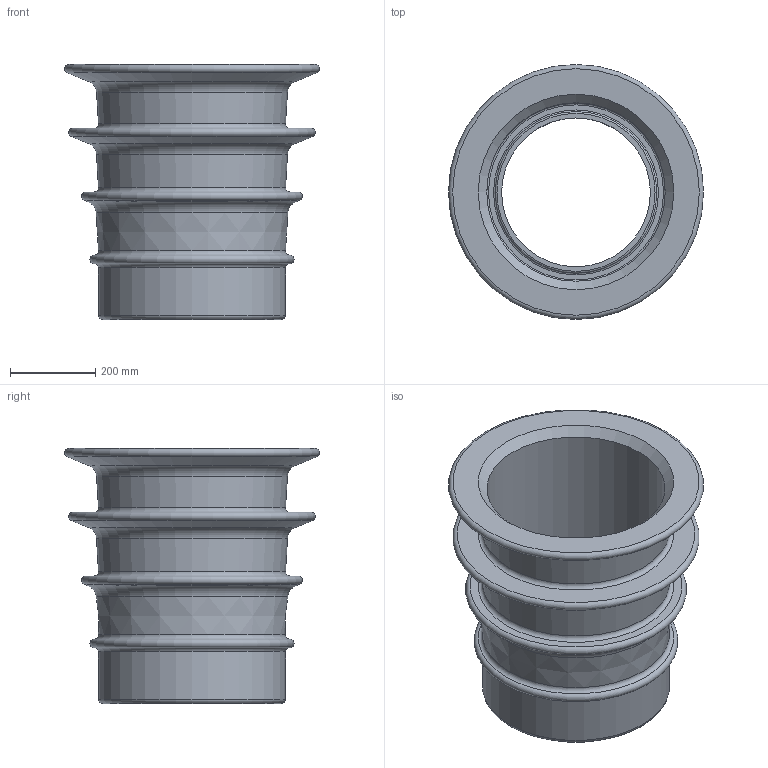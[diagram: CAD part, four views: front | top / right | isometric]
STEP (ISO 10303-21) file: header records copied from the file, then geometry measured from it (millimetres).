
FILE_DESCRIPTION(/* description */ (''),/* implementation_level */ '2;1');
FILE_NAME(/* name */ '00941.040X_3D.stp',/* time_stamp */ '2025-10-15T08:47:30+02:00',/* author */ ('N.Hausmann'),/* organization */ (''),/* preprocessor_version */ 'ST-DEVELOPER v20',/* originating_system */ 'AutoCAD Mechanical',/* authorisation */ '');
FILE_SCHEMA (('AUTOMOTIVE_DESIGN { 1 0 10303 214 3 1 1 }'));
Length unit declared in the file: centimetre
Products named in the file (2): Product; *S0
Assembly tree (1 placements, depth 2):
  Product
    *S0
Bounding box: 599.99 x 599.99 x 600 mm (x, y, z)
Volume: 20605701.1 mm3; surface area: 2320147.6 mm2
Topology: 1 solids, 1 shells, 979 faces, 2642 edges, 1755 vertices
Faces by surface type: plane 551, bspline 401, torus 16, cone 7, cylinder 4
Full cylindrical faces by diameter (mm): 350 x1, 380 x1, 420 x1, 440 x1
Entity records: 32528 total; most frequent: CARTESIAN_POINT 10592, ORIENTED_EDGE 5284, DIRECTION 3053, EDGE_CURVE 2642, LINE 1789, VECTOR 1789, VERTEX_POINT 1755, EDGE_LOOP 1071
